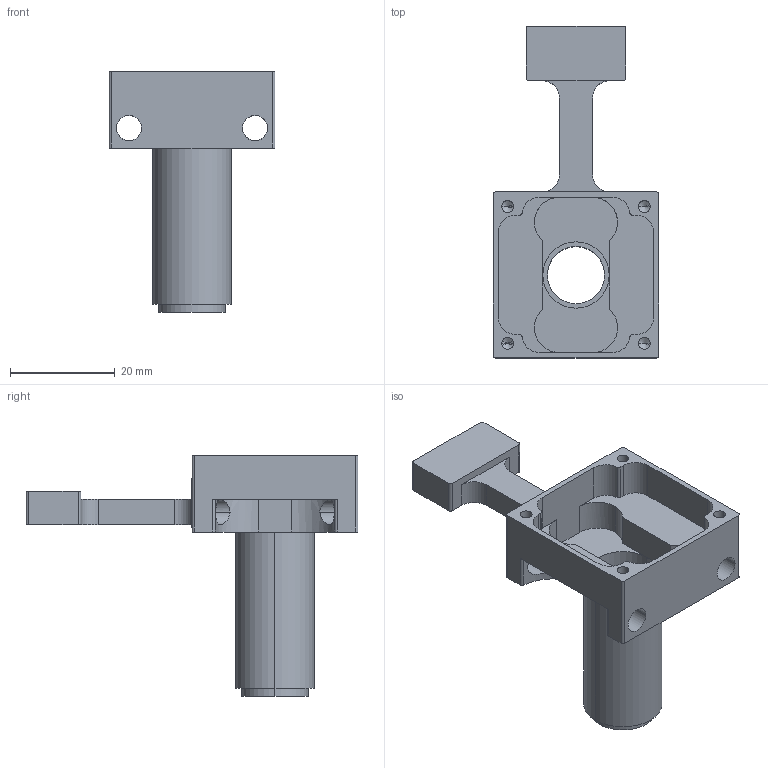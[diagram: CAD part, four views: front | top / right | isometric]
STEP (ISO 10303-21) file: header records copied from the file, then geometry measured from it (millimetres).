
FILE_DESCRIPTION (( 'STEP AP214' ), '1' );
FILE_NAME ('GHL-1-20005.STEP', '2024-05-31T17:14:43', ( '' ), ( '' ), 'SwSTEP 2.0', 'SolidWorks 2023', '' );
FILE_SCHEMA (( 'AUTOMOTIVE_DESIGN' ));
Length unit declared in the file: inch
Products named in the file (1): GHL-1-20005
Bounding box: 31.75 x 63.5 x 46.04 mm (x, y, z)
Volume: 7738 mm3; surface area: 9466.5 mm2
Topology: 1 solids, 1 shells, 116 faces, 321 edges, 204 vertices
Faces by surface type: cylinder 67, plane 41, cone 8
Entity records: 3940 total; most frequent: CARTESIAN_POINT 874, DIRECTION 667, ORIENTED_EDGE 626, EDGE_CURVE 313, AXIS2_PLACEMENT_3D 249, VERTEX_POINT 204, LINE 169, VECTOR 169
